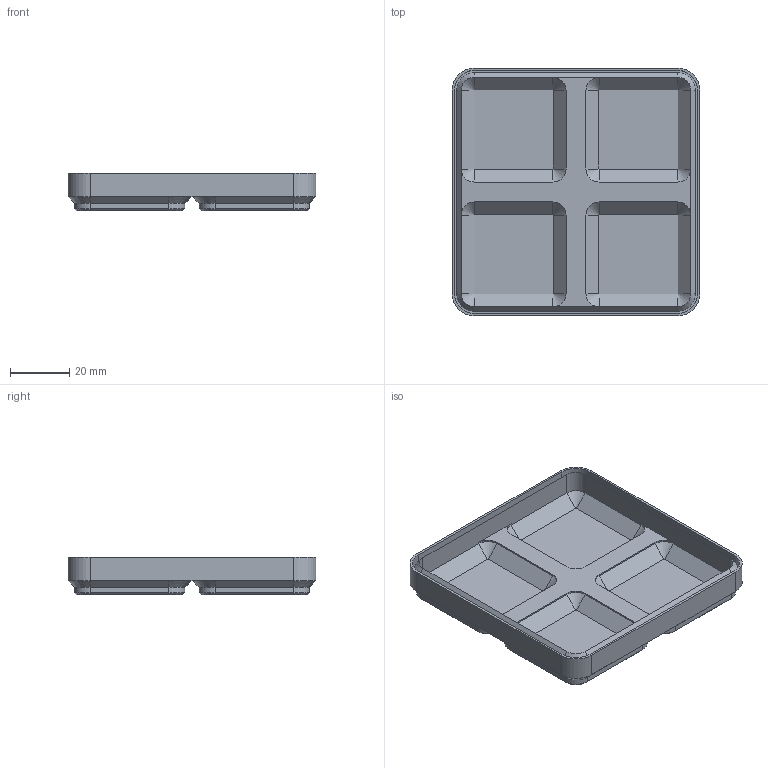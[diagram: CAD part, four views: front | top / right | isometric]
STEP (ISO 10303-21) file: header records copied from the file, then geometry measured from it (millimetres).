
FILE_DESCRIPTION(/* description */ ('STEP AP242','CAx-IF Rec.Pracs.---Representation and Presentation of Product Manufacturing Information (PMI)---4.0---2014-10-13','CAx-IF Rec.Pracs.---3D Tessellated Geometry---0.4---2014-09-14','2;1'),/* implementation_level */ '2;1');
FILE_NAME(/* name */ '67ee4aa8c2493c09ae9fe9b8',/* time_stamp */ '2025-04-03T08:45:29Z',/* author */ (''),/* organization */ (''),/* preprocessor_version */ 'ST-DEVELOPER v20',/* originating_system */ 'ONSHAPE BY PTC INC, 1.195',/* authorisation */ ' ');
FILE_SCHEMA (('AP242_MANAGED_MODEL_BASED_3D_ENGINEERING_MIM_LF { 1 0 10303 442 1 1 4 }'));
Length unit declared in the file: millimetre
Products named in the file (1): Base
Bounding box: 83.5 x 83.5 x 12.75 mm (x, y, z)
Volume: 19640.5 mm3; surface area: 25440.6 mm2
Topology: 1 solids, 1 shells, 200 faces, 460 edges, 264 vertices
Faces by surface type: plane 104, cone 52, cylinder 44
Entity records: 5514 total; most frequent: DIRECTION 994, CARTESIAN_POINT 925, ORIENTED_EDGE 920, EDGE_CURVE 460, AXIS2_PLACEMENT_3D 333, LINE 328, VECTOR 328, VERTEX_POINT 264
